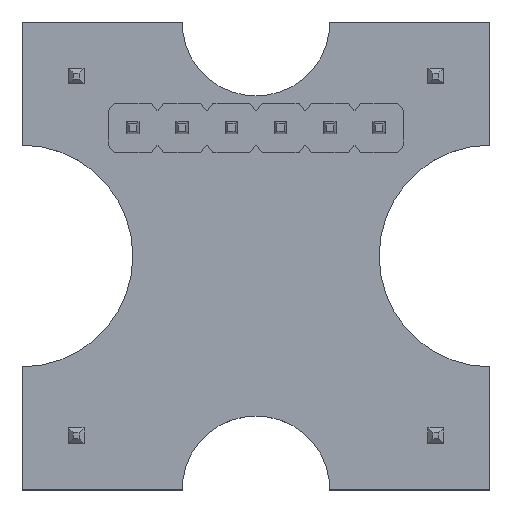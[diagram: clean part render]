
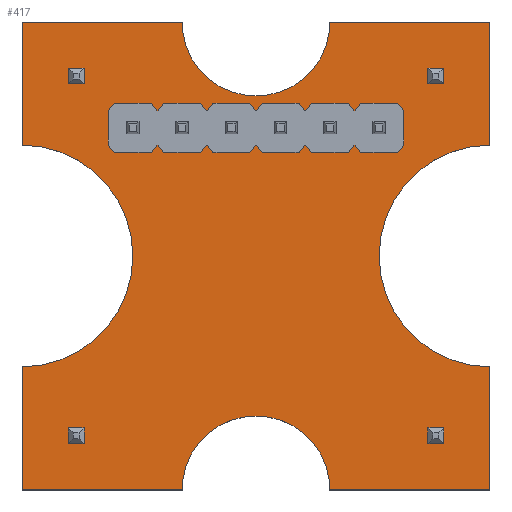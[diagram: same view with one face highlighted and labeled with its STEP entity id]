
A CAD part, top view. The second image highlights one B-rep face of the part: STEP entity #417.
In plain terms, the highlighted planar face has unit normal (0, 0, 1).
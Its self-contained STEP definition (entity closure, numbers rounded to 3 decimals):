
#24 = VERTEX_POINT('',#25);
#25 = CARTESIAN_POINT('',(-9.5,-9.5,0.));
#31 = EDGE_CURVE('',#24,#32,#34,.T.);
#32 = VERTEX_POINT('',#33);
#33 = CARTESIAN_POINT('',(-9.5,-4.501,0.));
#34 = LINE('',#35,#36);
#35 = CARTESIAN_POINT('',(-9.5,-9.5,0.));
#36 = VECTOR('',#37,1.);
#37 = DIRECTION('',(0.,1.,0.));
#62 = EDGE_CURVE('',#32,#63,#65,.T.);
#63 = VERTEX_POINT('',#64);
#64 = CARTESIAN_POINT('',(-9.5,4.501,0.));
#65 = CIRCLE('',#66,4.501);
#66 = AXIS2_PLACEMENT_3D('',#67,#68,#69);
#67 = CARTESIAN_POINT('',(-9.5,0.,0.));
#68 = DIRECTION('',(0.,0.,1.));
#69 = DIRECTION('',(-0.,-1.,0.));
#95 = EDGE_CURVE('',#63,#96,#98,.T.);
#96 = VERTEX_POINT('',#97);
#97 = CARTESIAN_POINT('',(-9.5,9.5,0.));
#98 = LINE('',#99,#100);
#99 = CARTESIAN_POINT('',(-9.5,4.501,0.));
#100 = VECTOR('',#101,1.);
#101 = DIRECTION('',(0.,1.,0.));
#126 = EDGE_CURVE('',#96,#127,#129,.T.);
#127 = VERTEX_POINT('',#128);
#128 = CARTESIAN_POINT('',(-3.002,9.5,0.));
#129 = LINE('',#130,#131);
#130 = CARTESIAN_POINT('',(-9.5,9.5,0.));
#131 = VECTOR('',#132,1.);
#132 = DIRECTION('',(1.,0.,0.));
#157 = EDGE_CURVE('',#127,#158,#160,.T.);
#158 = VERTEX_POINT('',#159);
#159 = CARTESIAN_POINT('',(3.002,9.5,0.));
#160 = CIRCLE('',#161,3.002);
#161 = AXIS2_PLACEMENT_3D('',#162,#163,#164);
#162 = CARTESIAN_POINT('',(0.,9.5,0.));
#163 = DIRECTION('',(0.,0.,1.));
#164 = DIRECTION('',(-1.,0.,-0.));
#190 = EDGE_CURVE('',#158,#191,#193,.T.);
#191 = VERTEX_POINT('',#192);
#192 = CARTESIAN_POINT('',(9.5,9.5,0.));
#193 = LINE('',#194,#195);
#194 = CARTESIAN_POINT('',(3.002,9.5,0.));
#195 = VECTOR('',#196,1.);
#196 = DIRECTION('',(1.,0.,0.));
#221 = EDGE_CURVE('',#191,#222,#224,.T.);
#222 = VERTEX_POINT('',#223);
#223 = CARTESIAN_POINT('',(9.5,4.501,0.));
#224 = LINE('',#225,#226);
#225 = CARTESIAN_POINT('',(9.5,9.5,0.));
#226 = VECTOR('',#227,1.);
#227 = DIRECTION('',(0.,-1.,0.));
#252 = EDGE_CURVE('',#222,#253,#255,.T.);
#253 = VERTEX_POINT('',#254);
#254 = CARTESIAN_POINT('',(9.5,-4.501,0.));
#255 = CIRCLE('',#256,4.501);
#256 = AXIS2_PLACEMENT_3D('',#257,#258,#259);
#257 = CARTESIAN_POINT('',(9.5,0.,0.));
#258 = DIRECTION('',(0.,-0.,1.));
#259 = DIRECTION('',(0.,1.,0.));
#285 = EDGE_CURVE('',#253,#286,#288,.T.);
#286 = VERTEX_POINT('',#287);
#287 = CARTESIAN_POINT('',(9.5,-9.5,0.));
#288 = LINE('',#289,#290);
#289 = CARTESIAN_POINT('',(9.5,-4.501,0.));
#290 = VECTOR('',#291,1.);
#291 = DIRECTION('',(0.,-1.,0.));
#316 = EDGE_CURVE('',#286,#317,#319,.T.);
#317 = VERTEX_POINT('',#318);
#318 = CARTESIAN_POINT('',(3.002,-9.5,0.));
#319 = LINE('',#320,#321);
#320 = CARTESIAN_POINT('',(9.5,-9.5,0.));
#321 = VECTOR('',#322,1.);
#322 = DIRECTION('',(-1.,0.,0.));
#347 = EDGE_CURVE('',#317,#348,#350,.T.);
#348 = VERTEX_POINT('',#349);
#349 = CARTESIAN_POINT('',(-3.002,-9.5,0.));
#350 = CIRCLE('',#351,3.002);
#351 = AXIS2_PLACEMENT_3D('',#352,#353,#354);
#352 = CARTESIAN_POINT('',(0.,-9.5,0.));
#353 = DIRECTION('',(0.,0.,1.));
#354 = DIRECTION('',(1.,0.,-0.));
#380 = EDGE_CURVE('',#348,#24,#381,.T.);
#381 = LINE('',#382,#383);
#382 = CARTESIAN_POINT('',(-3.002,-9.5,0.));
#383 = VECTOR('',#384,1.);
#384 = DIRECTION('',(-1.,0.,0.));
#417 = ADVANCED_FACE('',(#418),#432,.F.);
#418 = FACE_BOUND('',#419,.F.);
#419 = EDGE_LOOP('',(#420,#421,#422,#423,#424,#425,#426,#427,#428,#429,
    #430,#431));
#420 = ORIENTED_EDGE('',*,*,#31,.T.);
#421 = ORIENTED_EDGE('',*,*,#62,.T.);
#422 = ORIENTED_EDGE('',*,*,#95,.T.);
#423 = ORIENTED_EDGE('',*,*,#126,.T.);
#424 = ORIENTED_EDGE('',*,*,#157,.T.);
#425 = ORIENTED_EDGE('',*,*,#190,.T.);
#426 = ORIENTED_EDGE('',*,*,#221,.T.);
#427 = ORIENTED_EDGE('',*,*,#252,.T.);
#428 = ORIENTED_EDGE('',*,*,#285,.T.);
#429 = ORIENTED_EDGE('',*,*,#316,.T.);
#430 = ORIENTED_EDGE('',*,*,#347,.T.);
#431 = ORIENTED_EDGE('',*,*,#380,.T.);
#432 = PLANE('',#433);
#433 = AXIS2_PLACEMENT_3D('',#434,#435,#436);
#434 = CARTESIAN_POINT('',(0.,0.,0.));
#435 = DIRECTION('',(-0.,-0.,-1.));
#436 = DIRECTION('',(-1.,0.,0.));
